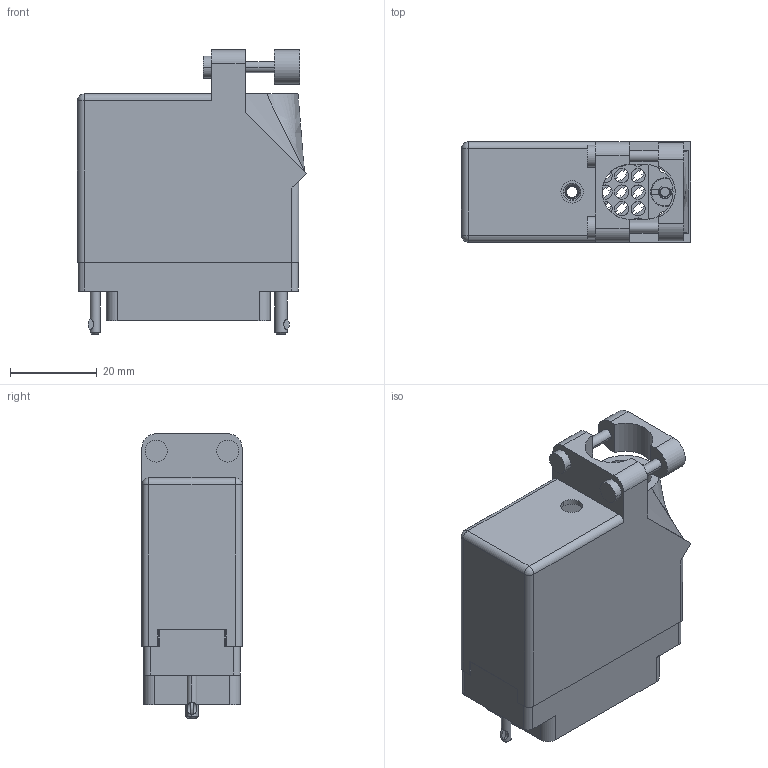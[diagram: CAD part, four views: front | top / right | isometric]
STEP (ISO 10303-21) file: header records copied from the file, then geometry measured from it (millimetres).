
FILE_DESCRIPTION (( 'STEP AP203' ), '1' );
FILE_NAME ('519-036-000-312.STEP', '2020-03-11T16:02:41', ( '' ), ( '' ), 'SwSTEP 2.0', 'SolidWorks 2016', '' );
FILE_SCHEMA (( 'CONFIG_CONTROL_DESIGN' ));
Length unit declared in the file: inch
Products named in the file (7): 516-230-001_Plastic - 038 Top Entry; 516-222-038-102_038; 516-252-021-102_038; 516-252-035-100_516-252-035-100; 519 Plug Insulator_036; 516-222-038-102_039; 519-036-000-312
Assembly tree (7 placements, depth 2):
  519-036-000-312
    519 Plug Insulator_036
    516-252-035-100_516-252-035-100
    516-252-021-102_038  x2
    516-222-038-102_038
    516-222-038-102_039
    516-230-001_Plastic - 038 Top Entry
Bounding box: 52.85 x 23.11 x 65.58 mm (x, y, z)
Volume: 20170.8 mm3; surface area: 26577.1 mm2
Topology: 7 solids, 7 shells, 1163 faces, 3299 edges, 2176 vertices
Faces by surface type: plane 707, cylinder 359, cone 46, bspline 45, torus 4, sphere 2
Entity records: 44274 total; most frequent: CARTESIAN_POINT 13805, ORIENTED_EDGE 6414, DIRECTION 6014, EDGE_CURVE 3207, VECTOR 2154, LINE 2154, VERTEX_POINT 2116, AXIS2_PLACEMENT_3D 1930
